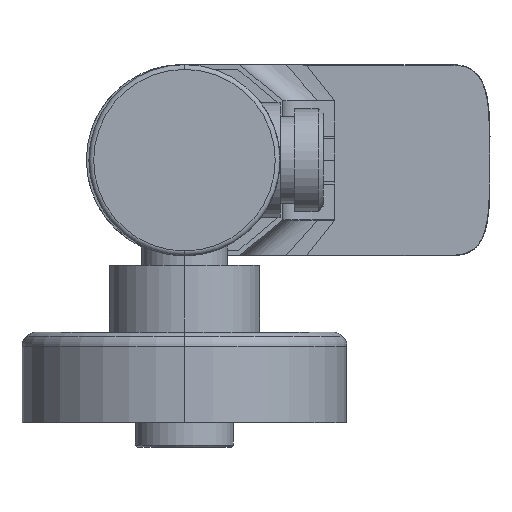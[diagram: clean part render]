
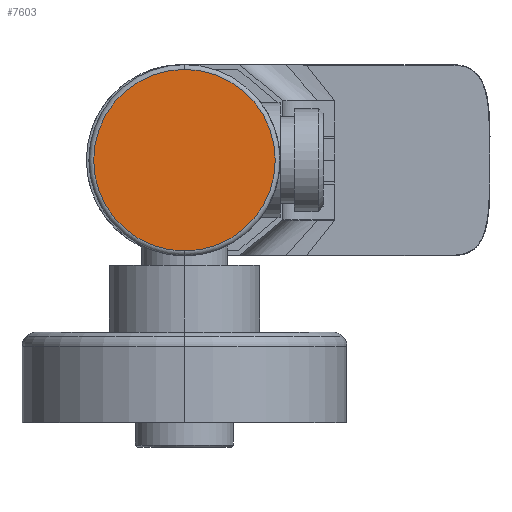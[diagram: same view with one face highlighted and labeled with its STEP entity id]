
A CAD part, left-side view. The second image highlights one B-rep face of the part: STEP entity #7603.
In plain terms, the highlighted planar face has unit normal (-1, 0, 0).
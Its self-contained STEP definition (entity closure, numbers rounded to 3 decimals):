
#297 = VERTEX_POINT ( 'NONE', #8660 ) ;
#314 = DIRECTION ( 'NONE',  ( 1., 0., 0. ) ) ;
#952 = DIRECTION ( 'NONE',  ( -1., 0., 0. ) ) ;
#984 = DIRECTION ( 'NONE',  ( 0., 0., -1. ) ) ;
#1020 = CARTESIAN_POINT ( 'NONE',  ( 0., 0., 0. ) ) ;
#1079 = CARTESIAN_POINT ( 'NONE',  ( 0., 0., -19. ) ) ;
#1248 = EDGE_CURVE ( 'NONE', #9085, #297, #5182, .T. ) ;
#1839 = AXIS2_PLACEMENT_3D ( 'NONE', #7502, #952, #3125 ) ;
#2072 = FACE_OUTER_BOUND ( 'NONE', #8417, .T. ) ;
#2214 = AXIS2_PLACEMENT_3D ( 'NONE', #1020, #5363, #984 ) ;
#2552 = EDGE_CURVE ( 'NONE', #297, #9085, #6175, .T. ) ;
#3125 = DIRECTION ( 'NONE',  ( 0., 0., -1. ) ) ;
#4676 = PLANE ( 'NONE',  #8494 ) ;
#4778 = ORIENTED_EDGE ( 'NONE', *, *, #2552, .T. ) ;
#5182 = CIRCLE ( 'NONE', #2214, 19. ) ;
#5363 = DIRECTION ( 'NONE',  ( -1., 0., 0. ) ) ;
#5411 = DIRECTION ( 'NONE',  ( 0., 0., -1. ) ) ;
#5908 = ORIENTED_EDGE ( 'NONE', *, *, #1248, .T. ) ;
#6131 = CARTESIAN_POINT ( 'NONE',  ( 0., 0., 0. ) ) ;
#6175 = CIRCLE ( 'NONE', #1839, 19. ) ;
#7502 = CARTESIAN_POINT ( 'NONE',  ( 0., 0., 0. ) ) ;
#7603 = ADVANCED_FACE ( 'NONE', ( #2072 ), #4676, .F. ) ;
#8417 = EDGE_LOOP ( 'NONE', ( #5908, #4778 ) ) ;
#8494 = AXIS2_PLACEMENT_3D ( 'NONE', #6131, #314, #5411 ) ;
#8660 = CARTESIAN_POINT ( 'NONE',  ( 0., 0., 19. ) ) ;
#9085 = VERTEX_POINT ( 'NONE', #1079 ) ;
